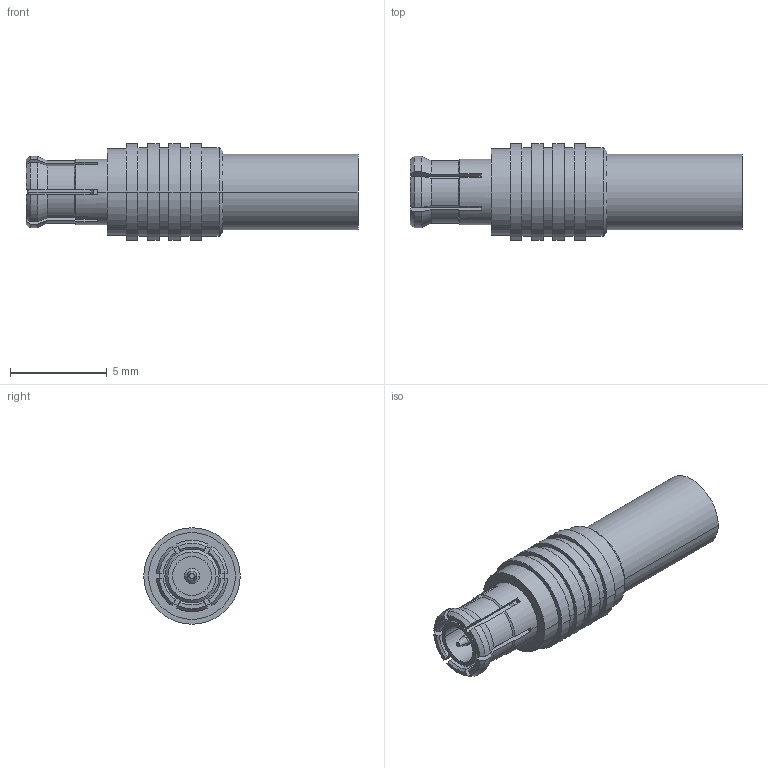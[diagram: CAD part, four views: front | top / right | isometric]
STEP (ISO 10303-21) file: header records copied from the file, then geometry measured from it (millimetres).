
FILE_DESCRIPTION((''),'2;1');
FILE_NAME('919-121P-51SX','2018-03-06T',('Rajagopal'),(''),'CREO PARAMETRIC BY PTC INC, 2017020','CREO PARAMETRIC BY PTC INC, 2017020','');
FILE_SCHEMA(('CONFIG_CONTROL_DESIGN'));
Length unit declared in the file: inch
Products named in the file (1): 919-121P-51SX
Bounding box: 17.2 x 5 x 5 mm (x, y, z)
Volume: 189.7 mm3; surface area: 434.3 mm2
Topology: 1 solids, 1 shells, 145 faces, 350 edges, 224 vertices
Faces by surface type: cylinder 62, plane 43, cone 40
Entity records: 4400 total; most frequent: CARTESIAN_POINT 911, DIRECTION 756, ORIENTED_EDGE 700, EDGE_CURVE 350, AXIS2_PLACEMENT_3D 309, VERTEX_POINT 224, CIRCLE 164, EDGE_LOOP 162
